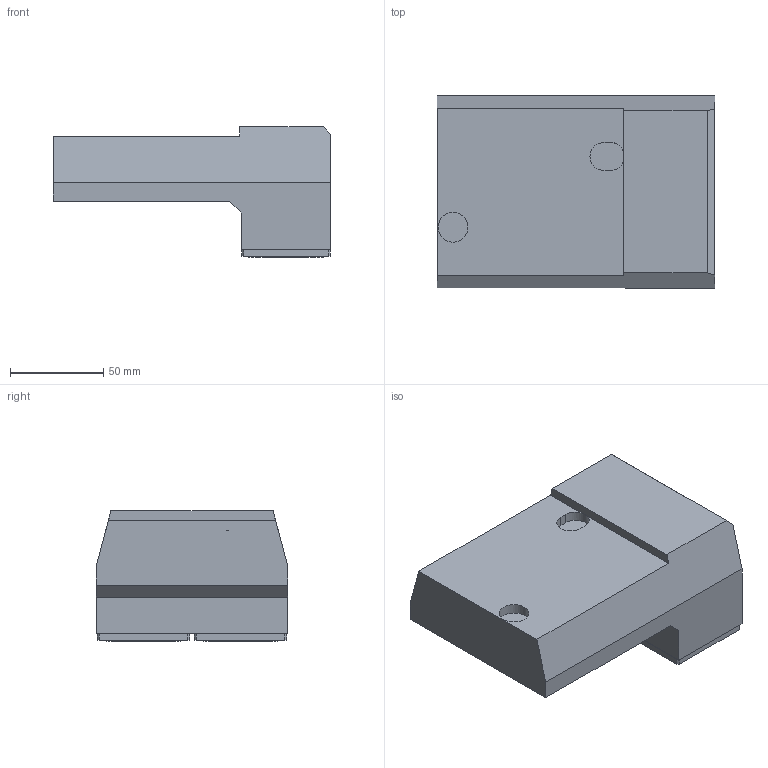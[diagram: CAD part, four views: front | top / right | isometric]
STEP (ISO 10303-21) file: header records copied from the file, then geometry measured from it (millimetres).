
FILE_DESCRIPTION(/* description */ (''),/* implementation_level */ '2;1');
FILE_NAME(/* name */ '1547713982446.stp',/* time_stamp */ '2019-01-17T14:03:23+06:00',/* author */ (''),/* organization */ ('SMS'),/* preprocessor_version */ 'ST-DEVELOPER v15',/* originating_system */ 'SIEMENS PLM Software NX 8.5',/* authorisation */ '');
FILE_SCHEMA (('AUTOMOTIVE_DESIGN { 1 0 10303 214 3 1 1 1 }'));
Length unit declared in the file: millimetre
Products named in the file (1): 200835816mod000_02
Bounding box: 149 x 103 x 70 mm (x, y, z)
Volume: 650633.3 mm3; surface area: 61026.6 mm2
Topology: 1 solids, 1 shells, 66 faces, 160 edges, 111 vertices
Faces by surface type: plane 45, cone 12, cylinder 9
Full cylindrical faces by diameter (mm): 2.5 x2, 16 x1, 31.6 x2, 40.013 x2
Entity records: 2064 total; most frequent: CARTESIAN_POINT 443, DIRECTION 332, ORIENTED_EDGE 300, EDGE_CURVE 150, AXIS2_PLACEMENT_3D 113, LINE 106, VECTOR 106, VERTEX_POINT 104
